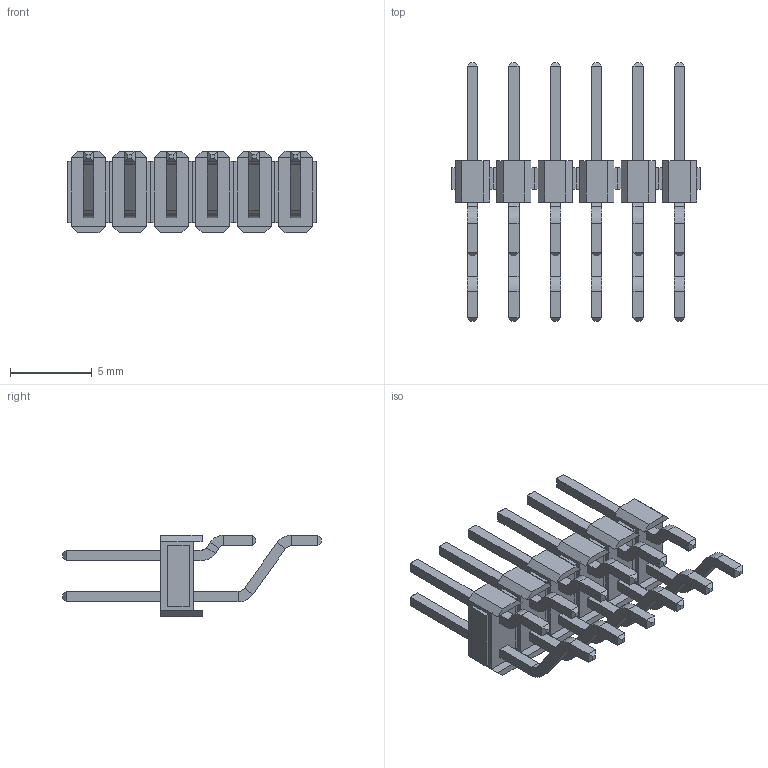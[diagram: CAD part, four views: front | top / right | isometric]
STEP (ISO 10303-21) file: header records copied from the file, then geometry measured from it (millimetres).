
FILE_DESCRIPTION (( 'STEP AP214' ), '1' );
FILE_NAME ('PLDR_SMD-12.STEP', '2019-06-30T11:48:20', ( '' ), ( '' ), 'SwSTEP 2.0', 'SolidWorks 2018', '' );
FILE_SCHEMA (( 'AUTOMOTIVE_DESIGN' ));
Length unit declared in the file: millimetre
Products named in the file (1): PLDR_SMD-12
Bounding box: 15.24 x 15.84 x 5 mm (x, y, z)
Volume: 201.8 mm3; surface area: 723.5 mm2
Topology: 6 solids, 6 shells, 528 faces, 1176 edges, 696 vertices
Faces by surface type: plane 468, cylinder 36, bspline 24
Entity records: 20831 total; most frequent: CARTESIAN_POINT 3397, ORIENTED_EDGE 2352, DIRECTION 2270, EDGE_CURVE 1176, VECTOR 1068, LINE 1068, VERTEX_POINT 696, AXIS2_PLACEMENT_3D 601
